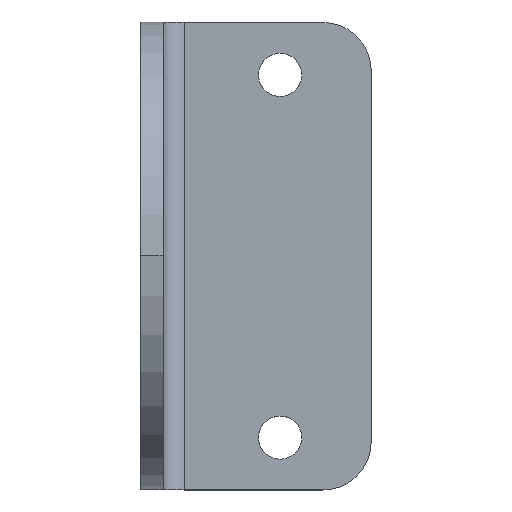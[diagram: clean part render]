
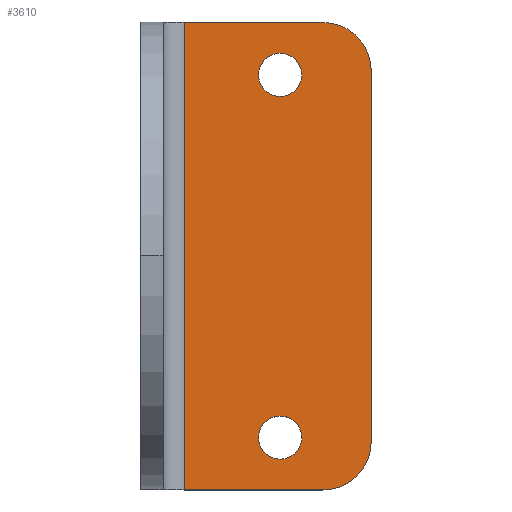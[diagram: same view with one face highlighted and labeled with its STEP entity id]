
A CAD part, top view. The second image highlights one B-rep face of the part: STEP entity #3610.
In plain terms, the highlighted planar face has unit normal (0, 0, 1).
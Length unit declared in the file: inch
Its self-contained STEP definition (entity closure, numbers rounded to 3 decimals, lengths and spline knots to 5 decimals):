
#1335=CARTESIAN_POINT('',(0.32677,-0.90551,0.));
#1336=DIRECTION('',(0.,0.,1.));
#1337=DIRECTION('',(0.,-1.,0.));
#1338=AXIS2_PLACEMENT_3D('',#1335,#1336,#1337);
#1340=DIRECTION('',(1.,0.,0.));
#1341=VECTOR('',#1340,0.67681);
#1342=CARTESIAN_POINT('',(-0.35004,-1.14173,0.));
#1343=LINE('',#1342,#1341);
#1344=DIRECTION('',(-1.,0.,0.));
#1345=VECTOR('',#1344,0.67681);
#1346=CARTESIAN_POINT('',(0.32677,1.14173,0.));
#1347=LINE('',#1346,#1345);
#1348=CARTESIAN_POINT('',(0.32677,0.90551,0.));
#1349=DIRECTION('',(0.,0.,1.));
#1350=DIRECTION('',(1.,0.,0.));
#1351=AXIS2_PLACEMENT_3D('',#1348,#1349,#1350);
#1353=DIRECTION('',(0.,1.,0.));
#1354=VECTOR('',#1353,1.81102);
#1355=CARTESIAN_POINT('',(0.56299,-0.90551,0.));
#1356=LINE('',#1355,#1354);
#1357=CARTESIAN_POINT('',(0.11811,0.88583,0.));
#1358=DIRECTION('',(0.,0.,1.));
#1359=DIRECTION('',(-1.,0.,0.));
#1360=AXIS2_PLACEMENT_3D('',#1357,#1358,#1359);
#1362=CARTESIAN_POINT('',(0.11811,0.88583,0.));
#1363=DIRECTION('',(0.,0.,1.));
#1364=DIRECTION('',(1.,0.,0.));
#1365=AXIS2_PLACEMENT_3D('',#1362,#1363,#1364);
#1367=CARTESIAN_POINT('',(0.11811,-0.88583,0.));
#1368=DIRECTION('',(0.,0.,1.));
#1369=DIRECTION('',(-1.,0.,0.));
#1370=AXIS2_PLACEMENT_3D('',#1367,#1368,#1369);
#1372=CARTESIAN_POINT('',(0.11811,-0.88583,0.));
#1373=DIRECTION('',(0.,0.,1.));
#1374=DIRECTION('',(1.,0.,0.));
#1375=AXIS2_PLACEMENT_3D('',#1372,#1373,#1374);
#1460=DIRECTION('',(0.,-1.,0.));
#1461=VECTOR('',#1460,2.28346);
#1462=CARTESIAN_POINT('',(-0.35004,1.14173,0.));
#1463=LINE('',#1462,#1461);
#2085=CARTESIAN_POINT('',(-0.35004,-1.14173,0.));
#2086=VERTEX_POINT('',#2085);
#2087=CARTESIAN_POINT('',(-0.35004,1.14173,0.));
#2088=VERTEX_POINT('',#2087);
#2709=CARTESIAN_POINT('',(0.0128,0.88583,0.));
#2710=CARTESIAN_POINT('',(0.22343,0.88583,0.));
#2711=VERTEX_POINT('',#2709);
#2712=VERTEX_POINT('',#2710);
#2713=CARTESIAN_POINT('',(0.0128,-0.88583,0.));
#2714=CARTESIAN_POINT('',(0.22343,-0.88583,0.));
#2715=VERTEX_POINT('',#2713);
#2716=VERTEX_POINT('',#2714);
#2725=CARTESIAN_POINT('',(0.32677,-1.14173,0.));
#2726=CARTESIAN_POINT('',(0.56299,-0.90551,0.));
#2727=VERTEX_POINT('',#2725);
#2728=VERTEX_POINT('',#2726);
#2733=CARTESIAN_POINT('',(0.56299,0.90551,0.));
#2734=CARTESIAN_POINT('',(0.32677,1.14173,0.));
#2735=VERTEX_POINT('',#2733);
#2736=VERTEX_POINT('',#2734);
#3581=CARTESIAN_POINT('',(0.,0.,0.));
#3582=DIRECTION('',(0.,0.,1.));
#3583=DIRECTION('',(-1.,0.,0.));
#3584=AXIS2_PLACEMENT_3D('',#3581,#3582,#3583);
#3585=PLANE('',#3584);
#3587=ORIENTED_EDGE('',*,*,#3586,.F.);
#3589=ORIENTED_EDGE('',*,*,#3588,.F.);
#3591=ORIENTED_EDGE('',*,*,#3590,.F.);
#3592=ORIENTED_EDGE('',*,*,#3558,.F.);
#3593=ORIENTED_EDGE('',*,*,#3571,.F.);
#3595=ORIENTED_EDGE('',*,*,#3594,.F.);
#3596=EDGE_LOOP('',(#3587,#3589,#3591,#3592,#3593,#3595));
#3597=FACE_OUTER_BOUND('',#3596,.F.);
#3599=ORIENTED_EDGE('',*,*,#3598,.T.);
#3601=ORIENTED_EDGE('',*,*,#3600,.T.);
#3602=EDGE_LOOP('',(#3599,#3601));
#3603=FACE_BOUND('',#3602,.F.);
#3605=ORIENTED_EDGE('',*,*,#3604,.T.);
#3607=ORIENTED_EDGE('',*,*,#3606,.T.);
#3608=EDGE_LOOP('',(#3605,#3607));
#3609=FACE_BOUND('',#3608,.F.);
#3610=ADVANCED_FACE('',(#3597,#3603,#3609),#3585,.T.);
#1339=CIRCLE('',#1338,0.23622);
#1352=CIRCLE('',#1351,0.23622);
#1361=CIRCLE('',#1360,0.10531);
#1366=CIRCLE('',#1365,0.10531);
#1371=CIRCLE('',#1370,0.10531);
#1376=CIRCLE('',#1375,0.10531);
#3558=EDGE_CURVE('',#2736,#2088,#1347,.T.);
#3571=EDGE_CURVE('',#2735,#2736,#1352,.T.);
#3586=EDGE_CURVE('',#2727,#2728,#1339,.T.);
#3588=EDGE_CURVE('',#2086,#2727,#1343,.T.);
#3590=EDGE_CURVE('',#2088,#2086,#1463,.T.);
#3594=EDGE_CURVE('',#2728,#2735,#1356,.T.);
#3598=EDGE_CURVE('',#2711,#2712,#1361,.T.);
#3600=EDGE_CURVE('',#2712,#2711,#1366,.T.);
#3604=EDGE_CURVE('',#2715,#2716,#1371,.T.);
#3606=EDGE_CURVE('',#2716,#2715,#1376,.T.);
